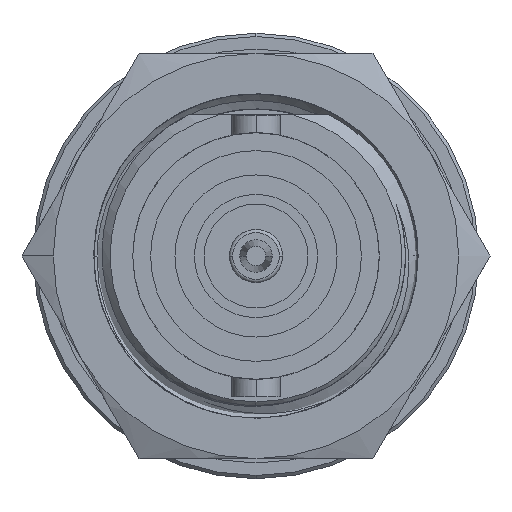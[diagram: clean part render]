
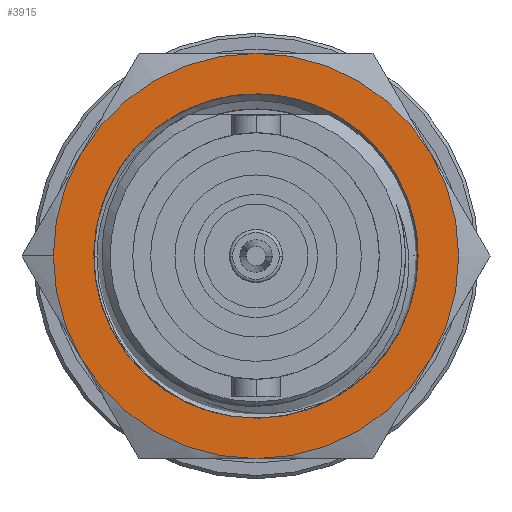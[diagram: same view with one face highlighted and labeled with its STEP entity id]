
A CAD part, left-side view. The second image highlights one B-rep face of the part: STEP entity #3915.
In plain terms, the highlighted planar face has unit normal (-1, 0, 0).
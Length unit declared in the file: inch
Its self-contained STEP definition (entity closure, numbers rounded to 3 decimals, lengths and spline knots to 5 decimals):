
#8 = AXIS2_PLACEMENT_3D ( 'NONE', #4561, #4689, #23638 ) ;
#12 = AXIS2_PLACEMENT_3D ( 'NONE', #8070, #20915, #7833 ) ;
#53 = CARTESIAN_POINT ( 'NONE',  ( 0.446, -0.27063, -0.15625 ) ) ;
#151 = EDGE_CURVE ( 'NONE', #20543, #23024, #14420, .T. ) ;
#314 = CARTESIAN_POINT ( 'NONE',  ( 0.446, 0., 0. ) ) ;
#447 = PLANE ( 'NONE',  #12111 ) ;
#507 = DIRECTION ( 'NONE',  ( -1., 0., 0. ) ) ;
#883 = CARTESIAN_POINT ( 'NONE',  ( 0.446, 0.3125, 0. ) ) ;
#2133 = ORIENTED_EDGE ( 'NONE', *, *, #21900, .T. ) ;
#2409 = DIRECTION ( 'NONE',  ( 1., 0., 0. ) ) ;
#2776 = CARTESIAN_POINT ( 'NONE',  ( 0.446, 0., 0. ) ) ;
#3592 = CARTESIAN_POINT ( 'NONE',  ( 0.446, 0., 0. ) ) ;
#3915 = ADVANCED_FACE ( 'NONE', ( #22827, #22947 ), #447, .F. ) ;
#4319 = AXIS2_PLACEMENT_3D ( 'NONE', #3592, #507, #11160 ) ;
#4561 = CARTESIAN_POINT ( 'NONE',  ( 0.446, 0., 0. ) ) ;
#4689 = DIRECTION ( 'NONE',  ( -1., 0., 0. ) ) ;
#4713 = EDGE_CURVE ( 'NONE', #23024, #14623, #5095, .T. ) ;
#4945 = ORIENTED_EDGE ( 'NONE', *, *, #6109, .T. ) ;
#5095 = CIRCLE ( 'NONE', #8, 0.3125 ) ;
#5226 = VERTEX_POINT ( 'NONE', #20670 ) ;
#5419 = AXIS2_PLACEMENT_3D ( 'NONE', #8894, #17948, #12804 ) ;
#5949 = DIRECTION ( 'NONE',  ( 1., 0., 0. ) ) ;
#6109 = EDGE_CURVE ( 'NONE', #13008, #15750, #21110, .T. ) ;
#6204 = EDGE_LOOP ( 'NONE', ( #16436, #2133 ) ) ;
#6294 = AXIS2_PLACEMENT_3D ( 'NONE', #20942, #8099, #15448 ) ;
#7069 = CARTESIAN_POINT ( 'NONE',  ( 0.446, 0., 0. ) ) ;
#7184 = DIRECTION ( 'NONE',  ( -1., 0., 0. ) ) ;
#7286 = VERTEX_POINT ( 'NONE', #13003 ) ;
#7349 = EDGE_CURVE ( 'NONE', #13629, #13595, #16832, .T. ) ;
#7685 = DIRECTION ( 'NONE',  ( 0., 1., 0. ) ) ;
#7794 = ORIENTED_EDGE ( 'NONE', *, *, #20193, .T. ) ;
#7833 = DIRECTION ( 'NONE',  ( 0., 1., 0. ) ) ;
#8070 = CARTESIAN_POINT ( 'NONE',  ( 0.446, 0., 0. ) ) ;
#8099 = DIRECTION ( 'NONE',  ( 1., 0., 0. ) ) ;
#8223 = CIRCLE ( 'NONE', #12, 0.3125 ) ;
#8719 = CARTESIAN_POINT ( 'NONE',  ( 0.446, 0., 0.3125 ) ) ;
#8794 = CARTESIAN_POINT ( 'NONE',  ( 0.446, 0.20003, -0.14996 ) ) ;
#8894 = CARTESIAN_POINT ( 'NONE',  ( 0.446, 0., 0. ) ) ;
#9544 = DIRECTION ( 'NONE',  ( -1., 0., 0. ) ) ;
#9932 = CARTESIAN_POINT ( 'NONE',  ( 0.446, -0.27063, 0.15625 ) ) ;
#10143 = EDGE_LOOP ( 'NONE', ( #7794, #4945, #17901, #13243, #11421, #13053, #12131 ) ) ;
#10374 = CARTESIAN_POINT ( 'NONE',  ( 0.446, 0.27063, -0.15625 ) ) ;
#10679 = CARTESIAN_POINT ( 'NONE',  ( 0.446, 0.03541, -0.24748 ) ) ;
#11160 = DIRECTION ( 'NONE',  ( 0., 1., 0. ) ) ;
#11421 = ORIENTED_EDGE ( 'NONE', *, *, #151, .T. ) ;
#12111 = AXIS2_PLACEMENT_3D ( 'NONE', #314, #5949, #15112 ) ;
#12131 = ORIENTED_EDGE ( 'NONE', *, *, #24103, .F. ) ;
#12804 = DIRECTION ( 'NONE',  ( 0., 1., 0. ) ) ;
#13003 = CARTESIAN_POINT ( 'NONE',  ( 0.446, 0., -0.3125 ) ) ;
#13008 = VERTEX_POINT ( 'NONE', #883 ) ;
#13053 = ORIENTED_EDGE ( 'NONE', *, *, #4713, .T. ) ;
#13243 = ORIENTED_EDGE ( 'NONE', *, *, #19758, .T. ) ;
#13595 = VERTEX_POINT ( 'NONE', #10679 ) ;
#13629 = VERTEX_POINT ( 'NONE', #8794 ) ;
#14420 = CIRCLE ( 'NONE', #5419, 0.3125 ) ;
#14527 = DIRECTION ( 'NONE',  ( 0., 1., 0. ) ) ;
#14623 = VERTEX_POINT ( 'NONE', #8719 ) ;
#14912 = DIRECTION ( 'NONE',  ( -1., 0., 0. ) ) ;
#15112 = DIRECTION ( 'NONE',  ( 0., 1., 0. ) ) ;
#15277 = CARTESIAN_POINT ( 'NONE',  ( 0.446, 0., 0. ) ) ;
#15448 = DIRECTION ( 'NONE',  ( 0., 1., 0. ) ) ;
#15528 = EDGE_CURVE ( 'NONE', #15750, #7286, #19042, .T. ) ;
#15550 = CARTESIAN_POINT ( 'NONE',  ( 0.446, 0., 0. ) ) ;
#15750 = VERTEX_POINT ( 'NONE', #10374 ) ;
#16015 = AXIS2_PLACEMENT_3D ( 'NONE', #7069, #7184, #14527 ) ;
#16418 = CIRCLE ( 'NONE', #23449, 0.25 ) ;
#16436 = ORIENTED_EDGE ( 'NONE', *, *, #7349, .T. ) ;
#16707 = AXIS2_PLACEMENT_3D ( 'NONE', #15277, #14912, #7685 ) ;
#16832 = CIRCLE ( 'NONE', #6294, 0.25 ) ;
#17129 = DIRECTION ( 'NONE',  ( 0., 1., 0. ) ) ;
#17901 = ORIENTED_EDGE ( 'NONE', *, *, #15528, .T. ) ;
#17948 = DIRECTION ( 'NONE',  ( -1., 0., 0. ) ) ;
#18338 = CIRCLE ( 'NONE', #16015, 0.3125 ) ;
#19042 = CIRCLE ( 'NONE', #16707, 0.3125 ) ;
#19508 = AXIS2_PLACEMENT_3D ( 'NONE', #15550, #9544, #17129 ) ;
#19758 = EDGE_CURVE ( 'NONE', #7286, #20543, #18338, .T. ) ;
#20193 = EDGE_CURVE ( 'NONE', #5226, #13008, #23429, .T. ) ;
#20543 = VERTEX_POINT ( 'NONE', #53 ) ;
#20670 = CARTESIAN_POINT ( 'NONE',  ( 0.446, 0.27063, 0.15625 ) ) ;
#20915 = DIRECTION ( 'NONE',  ( 1., 0., 0. ) ) ;
#20942 = CARTESIAN_POINT ( 'NONE',  ( 0.446, 0., 0. ) ) ;
#21110 = CIRCLE ( 'NONE', #4319, 0.3125 ) ;
#21492 = DIRECTION ( 'NONE',  ( 0., 1., 0. ) ) ;
#21900 = EDGE_CURVE ( 'NONE', #13595, #13629, #16418, .T. ) ;
#22827 = FACE_BOUND ( 'NONE', #6204, .T. ) ;
#22947 = FACE_OUTER_BOUND ( 'NONE', #10143, .T. ) ;
#23024 = VERTEX_POINT ( 'NONE', #9932 ) ;
#23429 = CIRCLE ( 'NONE', #19508, 0.3125 ) ;
#23449 = AXIS2_PLACEMENT_3D ( 'NONE', #2776, #2409, #21492 ) ;
#23638 = DIRECTION ( 'NONE',  ( 0., 1., 0. ) ) ;
#24103 = EDGE_CURVE ( 'NONE', #5226, #14623, #8223, .T. ) ;
